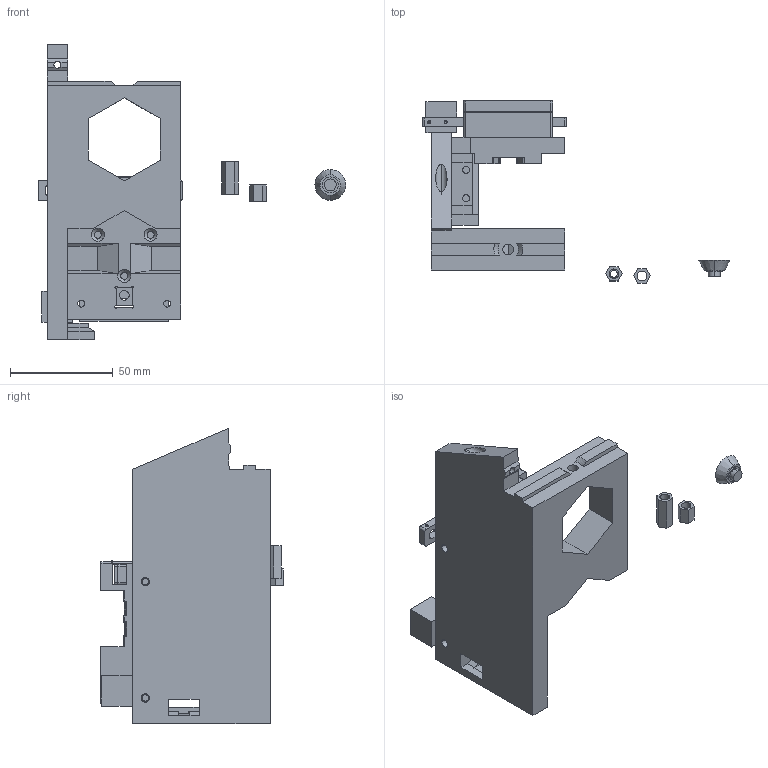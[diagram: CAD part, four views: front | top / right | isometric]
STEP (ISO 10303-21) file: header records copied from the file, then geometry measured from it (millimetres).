
FILE_DESCRIPTION (( 'STEP AP203' ), '1' );
FILE_NAME ('toolchanger.STEP', '2024-06-30T13:08:09', ( '' ), ( '' ), 'SwSTEP 2.0', 'SolidWorks 2023', '' );
FILE_SCHEMA (( 'CONFIG_CONTROL_DESIGN' ));
Length unit declared in the file: millimetre
Products named in the file (11): 15.8mm_oct_spacer; insert_tool; latch_press; dragon_burner_back_plate; latch; 8mm_oct_spacer; toolchanger; head_holder; x_carriage_frame; ring_pusher; pad_clip
Assembly tree (10 placements, depth 2):
  toolchanger
    dragon_burner_back_plate
    15.8mm_oct_spacer
    8mm_oct_spacer
    x_carriage_frame
    latch
    latch_press
    head_holder
    pad_clip
    insert_tool
    ring_pusher
Bounding box: 149.46 x 88.57 x 143.6 mm (x, y, z)
Volume: 195770.2 mm3; surface area: 69245.6 mm2
Topology: 10 solids, 10 shells, 964 faces, 2623 edges, 1675 vertices
Faces by surface type: plane 645, cylinder 243, cone 68, sphere 6, bspline 2
Entity records: 31697 total; most frequent: CARTESIAN_POINT 5609, ORIENTED_EDGE 5230, DIRECTION 5200, EDGE_CURVE 2615, VECTOR 1868, LINE 1868, VERTEX_POINT 1673, AXIS2_PLACEMENT_3D 1666
